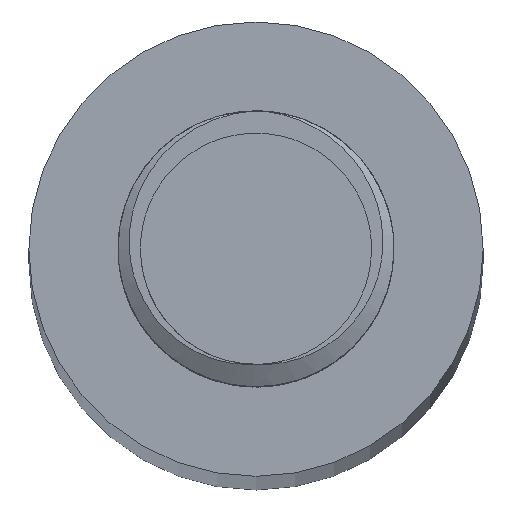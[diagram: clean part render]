
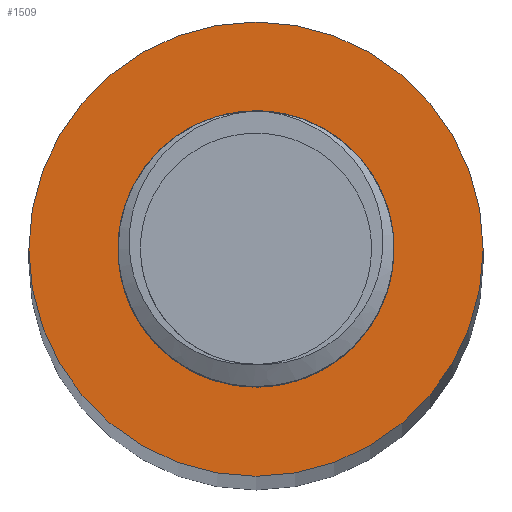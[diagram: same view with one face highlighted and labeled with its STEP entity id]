
A CAD part, top view. The second image highlights one B-rep face of the part: STEP entity #1509.
In plain terms, the highlighted planar face has unit normal (0, 0, 1).
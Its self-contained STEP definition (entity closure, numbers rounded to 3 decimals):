
#41=CARTESIAN_POINT('',(0.,0.,767.));
#42=DIRECTION('',(0.,0.,1.));
#43=DIRECTION('',(1.,0.,0.));
#44=AXIS2_PLACEMENT_3D('',#41,#42,#43);
#50=CARTESIAN_POINT('',(0.,0.,767.));
#51=DIRECTION('',(0.,0.,-1.));
#52=DIRECTION('',(0.996,0.086,0.));
#53=AXIS2_PLACEMENT_3D('',#50,#51,#52);
#55=CARTESIAN_POINT('',(0.,0.,767.));
#56=DIRECTION('',(0.,0.,1.));
#57=DIRECTION('',(-1.,0.,0.));
#58=AXIS2_PLACEMENT_3D('',#55,#56,#57);
#64=CARTESIAN_POINT('',(0.,0.,767.));
#65=DIRECTION('',(0.,0.,-1.));
#66=DIRECTION('',(1.,0.,0.));
#67=AXIS2_PLACEMENT_3D('',#64,#65,#66);
#1374=CARTESIAN_POINT('',(22.225,0.,767.));
#1375=CARTESIAN_POINT('',(-22.225,0.,767.));
#1376=VERTEX_POINT('',#1374);
#1377=VERTEX_POINT('',#1375);
#1394=CARTESIAN_POINT('',(13.449,1.167,767.));
#1396=VERTEX_POINT('',#1394);
#1405=CARTESIAN_POINT('',(13.5,0.,767.));
#1406=VERTEX_POINT('',#1405);
#1493=CARTESIAN_POINT('',(0.,0.,767.));
#1494=DIRECTION('',(0.,0.,1.));
#1495=DIRECTION('',(1.,0.,0.));
#1496=AXIS2_PLACEMENT_3D('',#1493,#1494,#1495);
#1497=PLANE('',#1496);
#1498=ORIENTED_EDGE('',*,*,#1483,.F.);
#1500=ORIENTED_EDGE('',*,*,#1499,.F.);
#1501=EDGE_LOOP('',(#1498,#1500));
#1502=FACE_OUTER_BOUND('',#1501,.F.);
#1504=ORIENTED_EDGE('',*,*,#1503,.F.);
#1506=ORIENTED_EDGE('',*,*,#1505,.F.);
#1507=EDGE_LOOP('',(#1504,#1506));
#1508=FACE_BOUND('',#1507,.F.);
#1509=ADVANCED_FACE('',(#1502,#1508),#1497,.T.);
#45=CIRCLE('',#44,22.225);
#54=CIRCLE('',#53,13.5);
#59=CIRCLE('',#58,22.225);
#68=CIRCLE('',#67,13.5);
#1483=EDGE_CURVE('',#1376,#1377,#45,.T.);
#1499=EDGE_CURVE('',#1377,#1376,#59,.T.);
#1503=EDGE_CURVE('',#1406,#1396,#68,.T.);
#1505=EDGE_CURVE('',#1396,#1406,#54,.T.);
